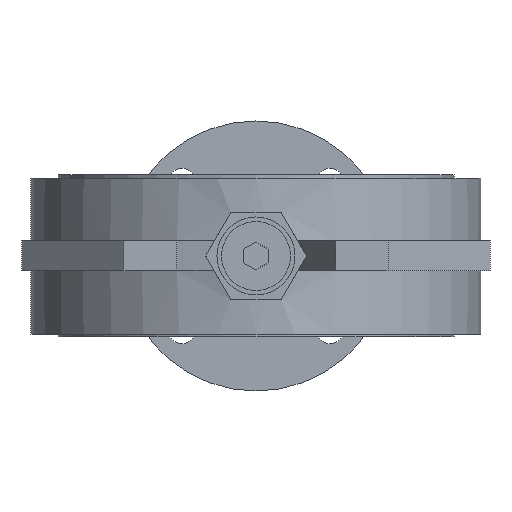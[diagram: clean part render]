
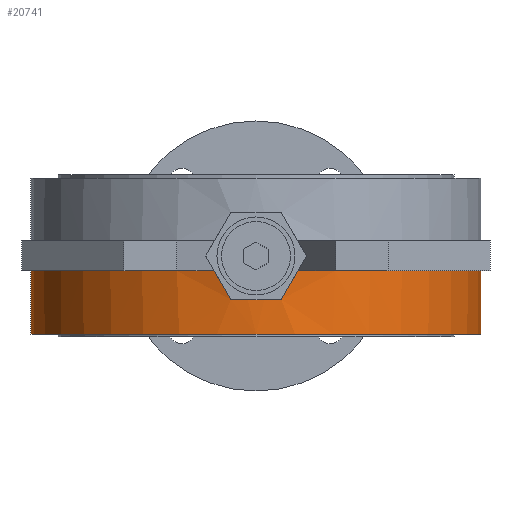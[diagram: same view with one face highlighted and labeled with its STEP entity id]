
A CAD part, front view. The second image highlights one B-rep face of the part: STEP entity #20741.
In plain terms, the highlighted cylindrical face has radius 75 mm (diameter 150 mm), a partial arc.
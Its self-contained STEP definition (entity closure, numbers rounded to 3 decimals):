
#51 = AXIS2_PLACEMENT_3D ( 'NONE', #19154, #22733, #15515 ) ;
#297 = CARTESIAN_POINT ( 'NONE',  ( 13.856, -73.709, -5. ) ) ;
#726 =( BOUNDED_CURVE ( )  B_SPLINE_CURVE ( 3, ( #17725, #15673, #4439, #6553 ),
 .UNSPECIFIED., .F., .T. ) 
 B_SPLINE_CURVE_WITH_KNOTS ( ( 4, 4 ),
 ( 4.824, 4.898 ),
 .UNSPECIFIED. ) 
 CURVE ( )  GEOMETRIC_REPRESENTATION_ITEM ( )  RATIONAL_B_SPLINE_CURVE ( ( 1., 1., 1., 1. ) ) 
 REPRESENTATION_ITEM ( '' )  );
#1459 = FACE_OUTER_BOUND ( 'NONE', #2030, .T. ) ;
#1555 = DIRECTION ( 'NONE',  ( 1., 0., 0. ) ) ;
#2030 = EDGE_LOOP ( 'NONE', ( #7468, #16254, #23066, #21263, #16329, #23735, #13513, #7543 ) ) ;
#3132 = DIRECTION ( 'NONE',  ( 0., 0., -1. ) ) ;
#4162 = CARTESIAN_POINT ( 'NONE',  ( 75., 0., -26. ) ) ;
#4218 = VERTEX_POINT ( 'NONE', #4657 ) ;
#4319 = AXIS2_PLACEMENT_3D ( 'NONE', #17449, #22943, #20978 ) ;
#4439 = CARTESIAN_POINT ( 'NONE',  ( -12.039, -74.051, -8.148 ) ) ;
#4657 = CARTESIAN_POINT ( 'NONE',  ( 8.372, -74.531, -14.5 ) ) ;
#4987 = VERTEX_POINT ( 'NONE', #297 ) ;
#6052 = CARTESIAN_POINT ( 'NONE',  ( 10.21, -74.325, -11.316 ) ) ;
#6115 = CYLINDRICAL_SURFACE ( 'NONE', #51, 75. ) ;
#6350 = AXIS2_PLACEMENT_3D ( 'NONE', #10763, #3132, #18134 ) ;
#6509 = DIRECTION ( 'NONE',  ( 1., 0., 0. ) ) ;
#6553 = CARTESIAN_POINT ( 'NONE',  ( -13.856, -73.709, -5. ) ) ;
#7015 = CARTESIAN_POINT ( 'NONE',  ( -13.856, -73.709, -5. ) ) ;
#7145 = CIRCLE ( 'NONE', #4319, 75. ) ;
#7468 = ORIENTED_EDGE ( 'NONE', *, *, #12792, .F. ) ;
#7543 = ORIENTED_EDGE ( 'NONE', *, *, #14806, .F. ) ;
#7806 = CARTESIAN_POINT ( 'NONE',  ( 75., 0., 115.101 ) ) ;
#8661 = LINE ( 'NONE', #7806, #18056 ) ;
#9217 = LINE ( 'NONE', #17285, #15029 ) ;
#9685 = DIRECTION ( 'NONE',  ( 0., 0., 1. ) ) ;
#10338 = CARTESIAN_POINT ( 'NONE',  ( -8.372, -74.531, -14.5 ) ) ;
#10615 = VERTEX_POINT ( 'NONE', #20356 ) ;
#10726 = VERTEX_POINT ( 'NONE', #4162 ) ;
#10763 = CARTESIAN_POINT ( 'NONE',  ( 0., 0., -14.5 ) ) ;
#11890 = CARTESIAN_POINT ( 'NONE',  ( 12.039, -74.051, -8.148 ) ) ;
#12036 = CARTESIAN_POINT ( 'NONE',  ( 0., 0., -26. ) ) ;
#12792 = EDGE_CURVE ( 'NONE', #22382, #10615, #9217, .T. ) ;
#13366 = CARTESIAN_POINT ( 'NONE',  ( -75., 0., -26. ) ) ;
#13513 = ORIENTED_EDGE ( 'NONE', *, *, #21110, .T. ) ;
#13737 = AXIS2_PLACEMENT_3D ( 'NONE', #14539, #24195, #1555 ) ;
#14216 =( BOUNDED_CURVE ( )  B_SPLINE_CURVE ( 3, ( #23105, #11890, #6052, #15732 ),
 .UNSPECIFIED., .F., .T. ) 
 B_SPLINE_CURVE_WITH_KNOTS ( ( 4, 4 ),
 ( 1.385, 1.459 ),
 .UNSPECIFIED. ) 
 CURVE ( )  GEOMETRIC_REPRESENTATION_ITEM ( )  RATIONAL_B_SPLINE_CURVE ( ( 1., 1., 1., 1. ) ) 
 REPRESENTATION_ITEM ( '' )  );
#14539 = CARTESIAN_POINT ( 'NONE',  ( 0., 0., -5. ) ) ;
#14806 = EDGE_CURVE ( 'NONE', #10615, #23575, #20415, .T. ) ;
#14845 = EDGE_CURVE ( 'NONE', #10726, #15190, #8661, .T. ) ;
#15029 = VECTOR ( 'NONE', #9685, 1000. ) ;
#15190 = VERTEX_POINT ( 'NONE', #18052 ) ;
#15412 = EDGE_CURVE ( 'NONE', #4987, #4218, #14216, .T. ) ;
#15515 = DIRECTION ( 'NONE',  ( 1., 0., 0. ) ) ;
#15531 = EDGE_CURVE ( 'NONE', #4987, #15190, #7145, .T. ) ;
#15613 = VERTEX_POINT ( 'NONE', #10338 ) ;
#15673 = CARTESIAN_POINT ( 'NONE',  ( -10.21, -74.325, -11.316 ) ) ;
#15732 = CARTESIAN_POINT ( 'NONE',  ( 8.372, -74.531, -14.5 ) ) ;
#15985 = AXIS2_PLACEMENT_3D ( 'NONE', #12036, #19496, #6509 ) ;
#16254 = ORIENTED_EDGE ( 'NONE', *, *, #20309, .T. ) ;
#16329 = ORIENTED_EDGE ( 'NONE', *, *, #15412, .T. ) ;
#17285 = CARTESIAN_POINT ( 'NONE',  ( -75., 0., 115.101 ) ) ;
#17449 = CARTESIAN_POINT ( 'NONE',  ( 0., 0., -5. ) ) ;
#17725 = CARTESIAN_POINT ( 'NONE',  ( -8.372, -74.531, -14.5 ) ) ;
#18052 = CARTESIAN_POINT ( 'NONE',  ( 75., 0., -5. ) ) ;
#18056 = VECTOR ( 'NONE', #18750, 1000. ) ;
#18134 = DIRECTION ( 'NONE',  ( 1., 0., 0. ) ) ;
#18750 = DIRECTION ( 'NONE',  ( 0., 0., 1. ) ) ;
#19154 = CARTESIAN_POINT ( 'NONE',  ( 0., 0., 115.101 ) ) ;
#19198 = CIRCLE ( 'NONE', #6350, 75. ) ;
#19496 = DIRECTION ( 'NONE',  ( 0., 0., 1. ) ) ;
#19542 = EDGE_CURVE ( 'NONE', #4218, #15613, #19198, .T. ) ;
#20309 = EDGE_CURVE ( 'NONE', #22382, #10726, #24038, .T. ) ;
#20356 = CARTESIAN_POINT ( 'NONE',  ( -75., 0., -5. ) ) ;
#20415 = CIRCLE ( 'NONE', #13737, 75. ) ;
#20741 = ADVANCED_FACE ( 'NONE', ( #1459 ), #6115, .T. ) ;
#20978 = DIRECTION ( 'NONE',  ( 1., 0., 0. ) ) ;
#21110 = EDGE_CURVE ( 'NONE', #15613, #23575, #726, .T. ) ;
#21263 = ORIENTED_EDGE ( 'NONE', *, *, #15531, .F. ) ;
#22382 = VERTEX_POINT ( 'NONE', #13366 ) ;
#22733 = DIRECTION ( 'NONE',  ( 0., 0., 1. ) ) ;
#22943 = DIRECTION ( 'NONE',  ( 0., 0., 1. ) ) ;
#23066 = ORIENTED_EDGE ( 'NONE', *, *, #14845, .T. ) ;
#23105 = CARTESIAN_POINT ( 'NONE',  ( 13.856, -73.709, -5. ) ) ;
#23575 = VERTEX_POINT ( 'NONE', #7015 ) ;
#23735 = ORIENTED_EDGE ( 'NONE', *, *, #19542, .T. ) ;
#24038 = CIRCLE ( 'NONE', #15985, 75. ) ;
#24195 = DIRECTION ( 'NONE',  ( 0., 0., 1. ) ) ;
